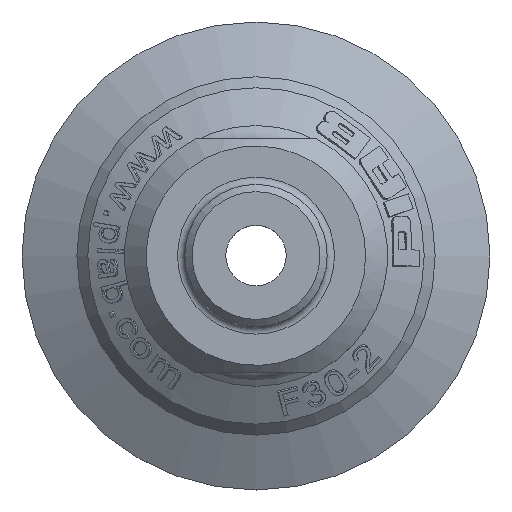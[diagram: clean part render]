
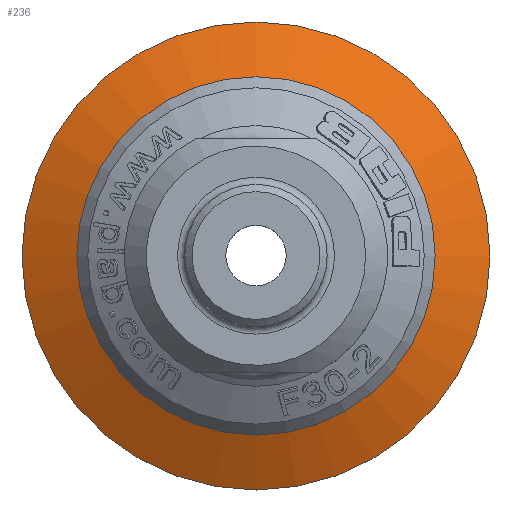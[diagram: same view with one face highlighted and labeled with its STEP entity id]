
A CAD part, top view. The second image highlights one B-rep face of the part: STEP entity #236.
In plain terms, the highlighted conical face has half-angle 63.13 degrees and reference radius 12.25 mm.
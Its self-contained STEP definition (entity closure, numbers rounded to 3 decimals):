
#236 = ADVANCED_FACE( '', ( #652, #653 ), #654, .T. );
#652 = FACE_OUTER_BOUND( '', #1240, .T. );
#653 = FACE_BOUND( '', #1241, .T. );
#654 = CONICAL_SURFACE( '', #1242, 12.25, 1.102 );
#1240 = EDGE_LOOP( '', ( #2844 ) );
#1241 = EDGE_LOOP( '', ( #2845 ) );
#1242 = AXIS2_PLACEMENT_3D( '', #2846, #2847, #2848 );
#2844 = ORIENTED_EDGE( '', *, *, #4444, .F. );
#2845 = ORIENTED_EDGE( '', *, *, #4445, .T. );
#2846 = CARTESIAN_POINT( '', ( 0., 0., -7.7 ) );
#2847 = DIRECTION( '', ( 0., 0., -1. ) );
#2848 = DIRECTION( '', ( -1., 0., 0. ) );
#4444 = EDGE_CURVE( '', #5385, #5385, #5386, .T. );
#4445 = EDGE_CURVE( '', #5387, #5387, #5388, .T. );
#5385 = VERTEX_POINT( '', #9024 );
#5386 = CIRCLE( '', #9025, 16. );
#5387 = VERTEX_POINT( '', #9026 );
#5388 = CIRCLE( '', #9027, 12.25 );
#9024 = CARTESIAN_POINT( '', ( -16., 0., -9.6 ) );
#9025 = AXIS2_PLACEMENT_3D( '', #9409, #9410, #9411 );
#9026 = CARTESIAN_POINT( '', ( -12.25, 0., -7.7 ) );
#9027 = AXIS2_PLACEMENT_3D( '', #9412, #9413, #9414 );
#9409 = CARTESIAN_POINT( '', ( 0., 0., -9.6 ) );
#9410 = DIRECTION( '', ( 0., 0., -1. ) );
#9411 = DIRECTION( '', ( -1., 0., 0. ) );
#9412 = CARTESIAN_POINT( '', ( 0., 0., -7.7 ) );
#9413 = DIRECTION( '', ( 0., 0., -1. ) );
#9414 = DIRECTION( '', ( -1., 0., 0. ) );
